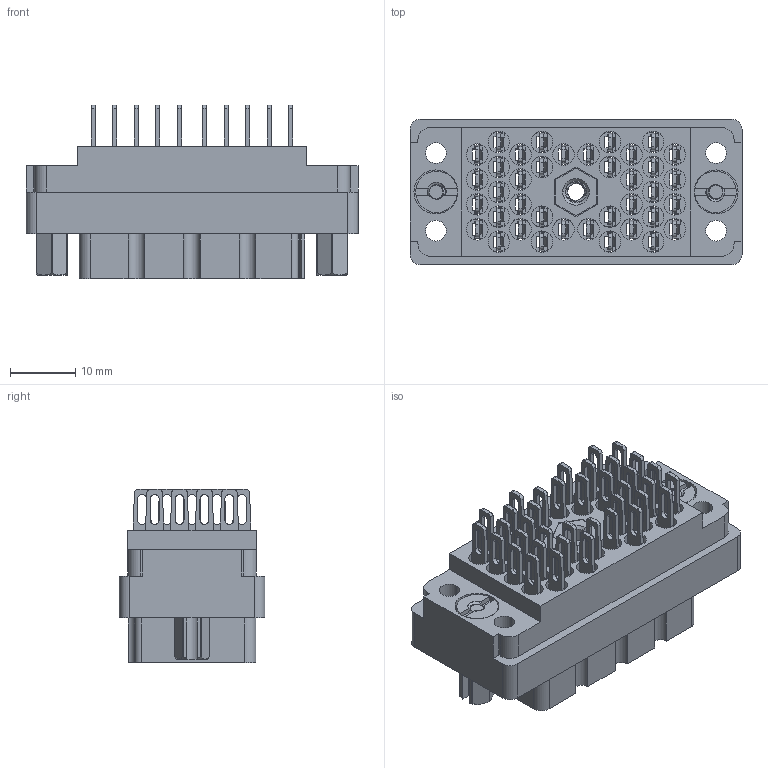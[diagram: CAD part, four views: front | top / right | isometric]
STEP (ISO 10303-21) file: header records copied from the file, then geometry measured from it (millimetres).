
FILE_DESCRIPTION (( 'STEP AP203' ), '1' );
FILE_NAME ('516-038-500-402.STEP', '2020-03-05T12:04:00', ( '' ), ( '' ), 'SwSTEP 2.0', 'SolidWorks 2016', '' );
FILE_SCHEMA (( 'CONFIG_CONTROL_DESIGN' ));
Length unit declared in the file: inch
Products named in the file (7): 516-292-001_500 Contact; 516-038-500-402; 516 Part Receptacle_038; 516-252-021-102_038; 516-221-038-102_038; 516-221-038-102_039; 516-252-035-100_516-252-035-100
Assembly tree (44 placements, depth 2):
  516-038-500-402
    516 Part Receptacle_038
    516-292-001_500 Contact  x38
    516-252-021-102_038  x2
    516-221-038-102_038
    516-252-035-100_516-252-035-100
    516-221-038-102_039
Bounding box: 50.8 x 22.25 x 26.49 mm (x, y, z)
Volume: 12588.9 mm3; surface area: 22749.2 mm2
Topology: 44 solids, 44 shells, 4025 faces, 11648 edges, 7726 vertices
Faces by surface type: plane 2329, cylinder 1390, bspline 262, cone 44
Entity records: 47555 total; most frequent: CARTESIAN_POINT 14188, ORIENTED_EDGE 6828, DIRECTION 6443, EDGE_CURVE 3414, LINE 2279, VECTOR 2279, VERTEX_POINT 2264, AXIS2_PLACEMENT_3D 2082
